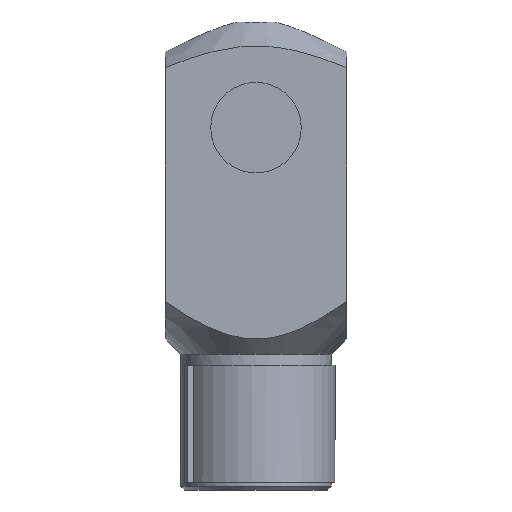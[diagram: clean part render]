
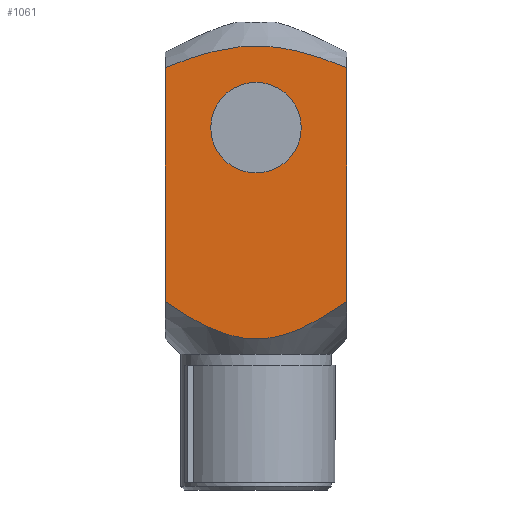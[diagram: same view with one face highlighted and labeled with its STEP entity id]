
A CAD part, left-side view. The second image highlights one B-rep face of the part: STEP entity #1061.
In plain terms, the highlighted planar face has unit normal (-1, 0, 0).
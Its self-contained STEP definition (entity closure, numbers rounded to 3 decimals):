
#5 = CARTESIAN_POINT ( 'NONE',  ( -12., -12., 24.971 ) ) ;
#13 = LINE ( 'NONE', #529, #1503 ) ;
#29 = CARTESIAN_POINT ( 'NONE',  ( -12., -12., 55.955 ) ) ;
#31 = FACE_BOUND ( 'NONE', #285, .T. ) ;
#39 = AXIS2_PLACEMENT_3D ( 'NONE', #1640, #402, #1014 ) ;
#41 = ORIENTED_EDGE ( 'NONE', *, *, #1140, .T. ) ;
#51 = CARTESIAN_POINT ( 'NONE',  ( -12., -12., 18. ) ) ;
#183 = CARTESIAN_POINT ( 'NONE',  ( -12., 12., 24.971 ) ) ;
#285 = EDGE_LOOP ( 'NONE', ( #1178 ) ) ;
#313 = CARTESIAN_POINT ( 'NONE',  ( -12., 12., 55.955 ) ) ;
#320 = VERTEX_POINT ( 'NONE', #774 ) ;
#343 = VERTEX_POINT ( 'NONE', #1435 ) ;
#402 = DIRECTION ( 'NONE',  ( 1., 0., 0. ) ) ;
#412 = CARTESIAN_POINT ( 'NONE',  ( -12., 0., 16.485 ) ) ;
#515 = EDGE_CURVE ( 'NONE', #1436, #871, #1105, .T. ) ;
#529 = CARTESIAN_POINT ( 'NONE',  ( -12., 12., 24.971 ) ) ;
#650 = LINE ( 'NONE', #5, #1580 ) ;
#699 = PLANE ( 'NONE',  #1527 ) ;
#714 = ORIENTED_EDGE ( 'NONE', *, *, #1191, .T. ) ;
#763 = CARTESIAN_POINT ( 'NONE',  ( -12., -12., 24.971 ) ) ;
#765 = CARTESIAN_POINT ( 'NONE',  ( -12., 12., 24.971 ) ) ;
#774 = CARTESIAN_POINT ( 'NONE',  ( -12., 12., 55.955 ) ) ;
#817 = ORIENTED_EDGE ( 'NONE', *, *, #515, .T. ) ;
#854 =( BOUNDED_CURVE ( )  B_SPLINE_CURVE ( 2, ( #29, #1196, #313 ),
 .UNSPECIFIED., .F., .F. ) 
 B_SPLINE_CURVE_WITH_KNOTS ( ( 3, 3 ),
 ( 2.96, 9.219 ),
 .UNSPECIFIED. ) 
 CURVE ( )  GEOMETRIC_REPRESENTATION_ITEM ( )  RATIONAL_B_SPLINE_CURVE ( ( 2.364, 3.344, 2.364 ) ) 
 REPRESENTATION_ITEM ( '' )  );
#871 = VERTEX_POINT ( 'NONE', #763 ) ;
#912 = CIRCLE ( 'NONE', #39, 6. ) ;
#927 = EDGE_CURVE ( 'NONE', #1119, #1119, #912, .T. ) ;
#1014 = DIRECTION ( 'NONE',  ( 0., -1., 0. ) ) ;
#1026 = DIRECTION ( 'NONE',  ( 0., 0., 1. ) ) ;
#1061 = ADVANCED_FACE ( 'NONE', ( #31, #1460 ), #699, .T. ) ;
#1073 = ORIENTED_EDGE ( 'NONE', *, *, #1167, .F. ) ;
#1105 =( BOUNDED_CURVE ( )  B_SPLINE_CURVE ( 2, ( #765, #412, #1185 ),
 .UNSPECIFIED., .F., .T. ) 
 B_SPLINE_CURVE_WITH_KNOTS ( ( 3, 3 ),
 ( 1.207, 5.366 ),
 .UNSPECIFIED. ) 
 CURVE ( )  GEOMETRIC_REPRESENTATION_ITEM ( )  RATIONAL_B_SPLINE_CURVE ( ( 1.45, 2.05, 1.45 ) ) 
 REPRESENTATION_ITEM ( '' )  );
#1119 = VERTEX_POINT ( 'NONE', #1348 ) ;
#1140 = EDGE_CURVE ( 'NONE', #871, #343, #650, .T. ) ;
#1167 = EDGE_CURVE ( 'NONE', #1436, #320, #13, .T. ) ;
#1178 = ORIENTED_EDGE ( 'NONE', *, *, #927, .T. ) ;
#1185 = CARTESIAN_POINT ( 'NONE',  ( -12., -12., 24.971 ) ) ;
#1191 = EDGE_CURVE ( 'NONE', #343, #320, #854, .T. ) ;
#1196 = CARTESIAN_POINT ( 'NONE',  ( -12., 0., 60.854 ) ) ;
#1198 = DIRECTION ( 'NONE',  ( -1., 0., 0. ) ) ;
#1215 = DIRECTION ( 'NONE',  ( 0., 0., 1. ) ) ;
#1348 = CARTESIAN_POINT ( 'NONE',  ( -12., -6., 48. ) ) ;
#1435 = CARTESIAN_POINT ( 'NONE',  ( -12., -12., 55.955 ) ) ;
#1436 = VERTEX_POINT ( 'NONE', #183 ) ;
#1440 = EDGE_LOOP ( 'NONE', ( #817, #41, #714, #1073 ) ) ;
#1460 = FACE_OUTER_BOUND ( 'NONE', #1440, .T. ) ;
#1503 = VECTOR ( 'NONE', #1536, 1000. ) ;
#1527 = AXIS2_PLACEMENT_3D ( 'NONE', #51, #1198, #1215 ) ;
#1536 = DIRECTION ( 'NONE',  ( 0., 0., 1. ) ) ;
#1580 = VECTOR ( 'NONE', #1026, 1000. ) ;
#1640 = CARTESIAN_POINT ( 'NONE',  ( -12., 0., 48. ) ) ;
